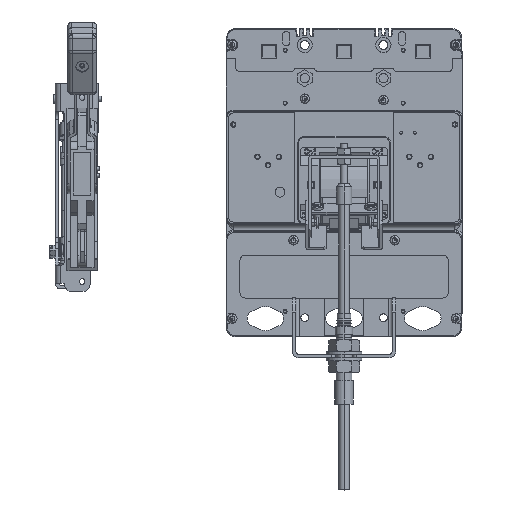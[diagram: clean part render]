
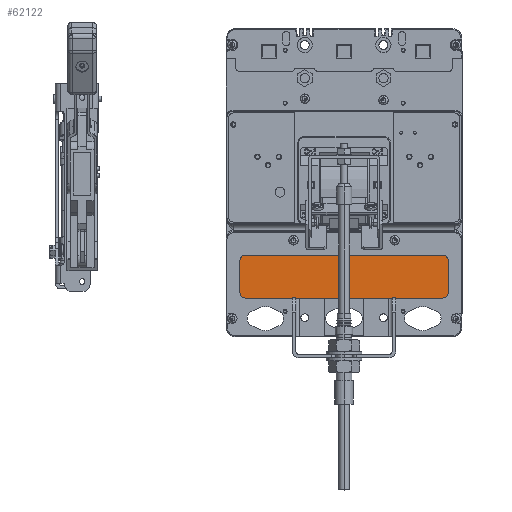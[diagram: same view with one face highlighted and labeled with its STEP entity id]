
A CAD part, top view. The second image highlights one B-rep face of the part: STEP entity #62122.
In plain terms, the highlighted face is planar.
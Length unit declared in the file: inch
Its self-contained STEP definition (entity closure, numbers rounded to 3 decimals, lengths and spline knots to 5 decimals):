
#3235 = ORIENTED_EDGE ( 'NONE', *, *, #172214, .F. ) ;
#5563 = DIRECTION ( 'NONE',  ( 0., 0., 1. ) ) ;
#6402 = CARTESIAN_POINT ( 'NONE',  ( 2.48205, 1.437, 3.65 ) ) ;
#10019 = CARTESIAN_POINT ( 'NONE',  ( 3.80405, 1.437, -3.453 ) ) ;
#15288 = DIRECTION ( 'NONE',  ( 0., 0., 1. ) ) ;
#15569 = DIRECTION ( 'NONE',  ( 1., 0., 0. ) ) ;
#16036 = LINE ( 'NONE', #61887, #49505 ) ;
#19505 = LINE ( 'NONE', #152014, #42216 ) ;
#21757 = ORIENTED_EDGE ( 'NONE', *, *, #66590, .F. ) ;
#22899 = AXIS2_PLACEMENT_3D ( 'NONE', #183539, #76000, #166651 ) ;
#25321 = CARTESIAN_POINT ( 'NONE',  ( 2.48205, 1.437, 3.65 ) ) ;
#30224 = DIRECTION ( 'NONE',  ( 0., 1., 0. ) ) ;
#31485 = VERTEX_POINT ( 'NONE', #160190 ) ;
#32341 = CARTESIAN_POINT ( 'NONE',  ( 3.60605, 1.437, 3.452 ) ) ;
#33385 = VERTEX_POINT ( 'NONE', #68381 ) ;
#36283 = EDGE_LOOP ( 'NONE', ( #3235, #148591, #21757, #139489, #116867, #37966, #84115, #168489 ) ) ;
#37966 = ORIENTED_EDGE ( 'NONE', *, *, #92210, .F. ) ;
#42216 = VECTOR ( 'NONE', #15569, 39.37008 ) ;
#44263 = CARTESIAN_POINT ( 'NONE',  ( 2.28405, 1.437, -3.453 ) ) ;
#45175 = FACE_OUTER_BOUND ( 'NONE', #36283, .T. ) ;
#48268 = DIRECTION ( 'NONE',  ( 0., 0., 1. ) ) ;
#49238 = VECTOR ( 'NONE', #103037, 39.37008 ) ;
#49505 = VECTOR ( 'NONE', #77820, 39.37008 ) ;
#52720 = AXIS2_PLACEMENT_3D ( 'NONE', #32341, #184734, #48268 ) ;
#61129 = CARTESIAN_POINT ( 'NONE',  ( 3.04405, 1.437, -0.0005 ) ) ;
#61887 = CARTESIAN_POINT ( 'NONE',  ( 2.28405, 1.437, -3.453 ) ) ;
#62122 = ADVANCED_FACE ( 'NONE', ( #45175 ), #106955, .T. ) ;
#66590 = EDGE_CURVE ( 'NONE', #115468, #114130, #155913, .T. ) ;
#68381 = CARTESIAN_POINT ( 'NONE',  ( 3.60605, 1.437, -3.651 ) ) ;
#71190 = LINE ( 'NONE', #25321, #49238 ) ;
#76000 = DIRECTION ( 'NONE',  ( 0., -1., 0. ) ) ;
#77820 = DIRECTION ( 'NONE',  ( 0., 0., -1. ) ) ;
#84115 = ORIENTED_EDGE ( 'NONE', *, *, #148332, .F. ) ;
#86499 = VERTEX_POINT ( 'NONE', #10019 ) ;
#92210 = EDGE_CURVE ( 'NONE', #134265, #178136, #71190, .T. ) ;
#92978 = EDGE_CURVE ( 'NONE', #31485, #115468, #16036, .T. ) ;
#103037 = DIRECTION ( 'NONE',  ( -1., 0., 0. ) ) ;
#103603 = EDGE_CURVE ( 'NONE', #178136, #31485, #194668, .T. ) ;
#106019 = DIRECTION ( 'NONE',  ( 0., 0., 1. ) ) ;
#106955 = PLANE ( 'NONE',  #161487 ) ;
#109237 = CARTESIAN_POINT ( 'NONE',  ( 2.48205, 1.437, -3.453 ) ) ;
#114130 = VERTEX_POINT ( 'NONE', #133041 ) ;
#115468 = VERTEX_POINT ( 'NONE', #44263 ) ;
#116867 = ORIENTED_EDGE ( 'NONE', *, *, #103603, .F. ) ;
#116947 = DIRECTION ( 'NONE',  ( 0., -1., 0. ) ) ;
#118770 = AXIS2_PLACEMENT_3D ( 'NONE', #176703, #116947, #177674 ) ;
#120936 = LINE ( 'NONE', #134931, #161007 ) ;
#133041 = CARTESIAN_POINT ( 'NONE',  ( 2.48205, 1.437, -3.651 ) ) ;
#134265 = VERTEX_POINT ( 'NONE', #190126 ) ;
#134931 = CARTESIAN_POINT ( 'NONE',  ( 3.80405, 1.437, 3.452 ) ) ;
#138614 = CIRCLE ( 'NONE', #52720, 0.198 ) ;
#139489 = ORIENTED_EDGE ( 'NONE', *, *, #92978, .F. ) ;
#141420 = CARTESIAN_POINT ( 'NONE',  ( 3.80405, 1.437, 3.452 ) ) ;
#147513 = VERTEX_POINT ( 'NONE', #141420 ) ;
#148332 = EDGE_CURVE ( 'NONE', #147513, #134265, #138614, .T. ) ;
#148591 = ORIENTED_EDGE ( 'NONE', *, *, #186183, .F. ) ;
#152014 = CARTESIAN_POINT ( 'NONE',  ( 3.60605, 1.437, -3.651 ) ) ;
#155913 = CIRCLE ( 'NONE', #171852, 0.198 ) ;
#160190 = CARTESIAN_POINT ( 'NONE',  ( 2.28405, 1.437, 3.452 ) ) ;
#161007 = VECTOR ( 'NONE', #106019, 39.37008 ) ;
#161487 = AXIS2_PLACEMENT_3D ( 'NONE', #61129, #30224, #15288 ) ;
#166651 = DIRECTION ( 'NONE',  ( 0., 0., 1. ) ) ;
#168489 = ORIENTED_EDGE ( 'NONE', *, *, #175437, .F. ) ;
#169949 = DIRECTION ( 'NONE',  ( 0., -1., 0. ) ) ;
#171852 = AXIS2_PLACEMENT_3D ( 'NONE', #109237, #169949, #5563 ) ;
#172214 = EDGE_CURVE ( 'NONE', #33385, #86499, #179170, .T. ) ;
#175437 = EDGE_CURVE ( 'NONE', #86499, #147513, #120936, .T. ) ;
#176703 = CARTESIAN_POINT ( 'NONE',  ( 3.60605, 1.437, -3.453 ) ) ;
#177674 = DIRECTION ( 'NONE',  ( 0., 0., 1. ) ) ;
#178136 = VERTEX_POINT ( 'NONE', #6402 ) ;
#179170 = CIRCLE ( 'NONE', #118770, 0.198 ) ;
#183539 = CARTESIAN_POINT ( 'NONE',  ( 2.48205, 1.437, 3.452 ) ) ;
#184734 = DIRECTION ( 'NONE',  ( 0., -1., 0. ) ) ;
#186183 = EDGE_CURVE ( 'NONE', #114130, #33385, #19505, .T. ) ;
#190126 = CARTESIAN_POINT ( 'NONE',  ( 3.60605, 1.437, 3.65 ) ) ;
#194668 = CIRCLE ( 'NONE', #22899, 0.198 ) ;
